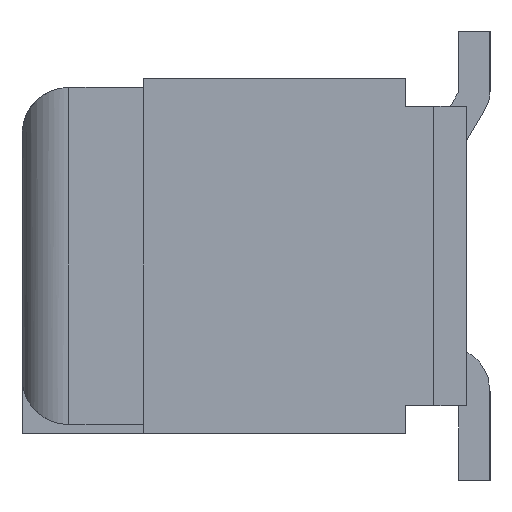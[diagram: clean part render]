
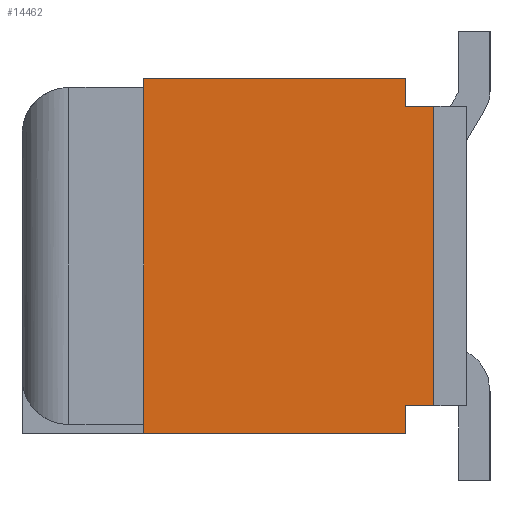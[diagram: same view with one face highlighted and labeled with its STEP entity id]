
A CAD part, left-side view. The second image highlights one B-rep face of the part: STEP entity #14462.
In plain terms, the highlighted planar face has unit normal (-1, 0, 0).
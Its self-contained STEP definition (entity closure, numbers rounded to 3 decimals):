
#4998=EDGE_CURVE('',#11978,#11058,#14960,.T.);
#5104=EDGE_CURVE('',#6682,#11978,#15076,.T.);
#6348=VERTEX_POINT('',#16450);
#6404=EDGE_CURVE('',#11118,#7694,#16509,.T.);
#6440=VERTEX_POINT('',#16550);
#6650=EDGE_CURVE('',#12468,#7694,#16779,.T.);
#6682=VERTEX_POINT('',#16813);
#7694=VERTEX_POINT('',#17904);
#8432=EDGE_CURVE('',#9908,#6682,#18702,.T.);
#9908=VERTEX_POINT('',#20297);
#11058=VERTEX_POINT('',#21548);
#11118=VERTEX_POINT('',#21614);
#11396=VERTEX_POINT('',#21921);
#11978=VERTEX_POINT('',#22555);
#12276=EDGE_CURVE('',#11058,#6440,#22880,.T.);
#12468=VERTEX_POINT('',#23086);
#12594=EDGE_CURVE('',#11118,#9908,#23228,.T.);
#13496=EDGE_CURVE('',#6348,#6440,#24212,.T.);
#13658=EDGE_CURVE('',#6348,#11396,#24383,.T.);
#14462=ADVANCED_FACE('',(#25262),#25263,.F.);
#14898=EDGE_CURVE('',#11396,#12468,#25729,.T.);
#14960=LINE('',#25785,#25786);
#15076=LINE('',#25941,#25942);
#16450=CARTESIAN_POINT('',(-12.5,3.7,1.9));
#16509=LINE('',#28012,#28013);
#16550=CARTESIAN_POINT('',(-12.5,0.9,1.9));
#16779=LINE('',#28393,#28394);
#16813=CARTESIAN_POINT('',(-12.5,0.6,-1.6));
#17904=CARTESIAN_POINT('',(-12.5,3.7,-1.9));
#18702=LINE('',#31234,#31235);
#20297=CARTESIAN_POINT('',(-12.5,0.9,-1.6));
#21548=CARTESIAN_POINT('',(-12.5,0.9,1.6));
#21614=CARTESIAN_POINT('',(-12.5,0.9,-1.9));
#21921=CARTESIAN_POINT('',(-12.5,3.7,1.8));
#22555=CARTESIAN_POINT('',(-12.5,0.6,1.6));
#22880=LINE('',#37380,#37381);
#23086=CARTESIAN_POINT('',(-12.5,3.7,-1.8));
#23228=LINE('',#37870,#37871);
#24212=LINE('',#39304,#39305);
#24383=LINE('',#39564,#39565);
#25262=FACE_OUTER_BOUND('',#40814,.T.);
#25263=PLANE('',#40815);
#25729=LINE('',#41498,#41499);
#25785=CARTESIAN_POINT('',(-12.5,1.213,1.6));
#25786=VECTOR('',#41588,1.0);
#25941=CARTESIAN_POINT('',(-12.5,0.6,0.0));
#25942=VECTOR('',#41698,1.0);
#28012=CARTESIAN_POINT('',(-12.5,1.975,-1.9));
#28013=VECTOR('',#43314,1.0);
#28393=CARTESIAN_POINT('',(-12.5,3.7,0.0));
#28394=VECTOR('',#43667,1.0);
#31234=CARTESIAN_POINT('',(-12.5,1.213,-1.6));
#31235=VECTOR('',#45553,1.0);
#37380=CARTESIAN_POINT('',(-12.5,0.9,0.875));
#37381=VECTOR('',#49412,1.0);
#37870=CARTESIAN_POINT('',(-12.5,0.9,-0.875));
#37871=VECTOR('',#49724,1.0);
#39304=CARTESIAN_POINT('',(-12.5,1.975,1.9));
#39305=VECTOR('',#50822,1.0);
#39564=CARTESIAN_POINT('',(-12.5,3.7,0.0));
#39565=VECTOR('',#50964,1.0);
#40814=EDGE_LOOP('',(#51846,#51847,#51848,#51849,#51850,#51851,#51852,#51853,#51854,#51855));
#40815=AXIS2_PLACEMENT_3D('',#51856,#51857,#51858);
#41498=CARTESIAN_POINT('',(-12.5,3.7,0.0));
#41499=VECTOR('',#52327,1.0);
#41588=DIRECTION('',(0.0,1.0,0.0));
#41698=DIRECTION('',(-0.0,0.0,1.0));
#43314=DIRECTION('',(0.0,1.0,0.0));
#43667=DIRECTION('',(0.0,0.0,-1.0));
#45553=DIRECTION('',(0.0,-1.0,0.0));
#49412=DIRECTION('',(-0.0,0.0,1.0));
#49724=DIRECTION('',(-0.0,0.0,1.0));
#50822=DIRECTION('',(0.0,-1.0,0.0));
#50964=DIRECTION('',(0.0,0.0,-1.0));
#51846=ORIENTED_EDGE('',*,*,#8432,.T.);
#51847=ORIENTED_EDGE('',*,*,#5104,.T.);
#51848=ORIENTED_EDGE('',*,*,#4998,.T.);
#51849=ORIENTED_EDGE('',*,*,#12276,.T.);
#51850=ORIENTED_EDGE('',*,*,#13496,.F.);
#51851=ORIENTED_EDGE('',*,*,#13658,.T.);
#51852=ORIENTED_EDGE('',*,*,#14898,.T.);
#51853=ORIENTED_EDGE('',*,*,#6650,.T.);
#51854=ORIENTED_EDGE('',*,*,#6404,.F.);
#51855=ORIENTED_EDGE('',*,*,#12594,.T.);
#51856=CARTESIAN_POINT('',(-12.5,1.975,0.0));
#51857=DIRECTION('',(1.0,0.0,0.0));
#51858=DIRECTION('',(0.0,0.0,-1.0));
#52327=DIRECTION('',(0.0,0.0,-1.0));
